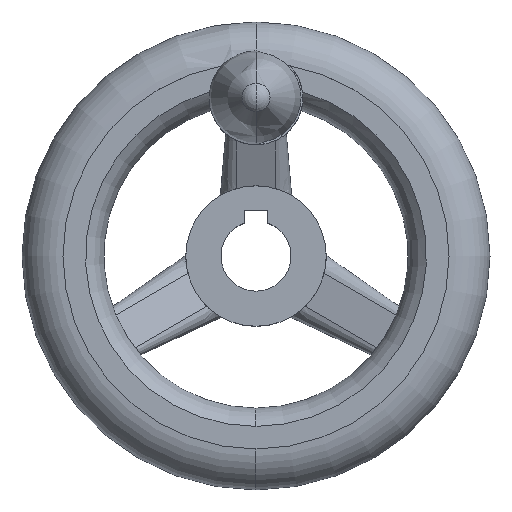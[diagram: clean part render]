
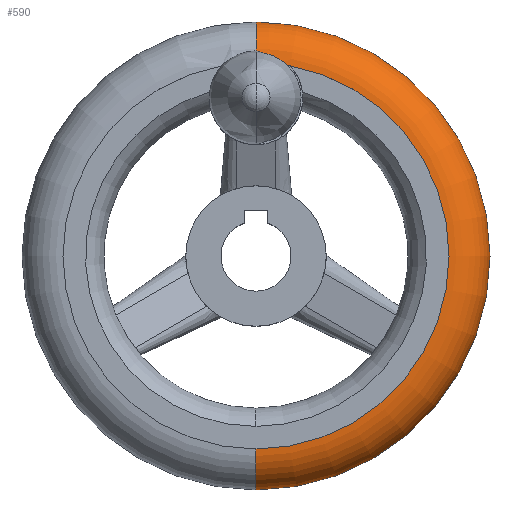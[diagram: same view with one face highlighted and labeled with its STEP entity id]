
A CAD part, top view. The second image highlights one B-rep face of the part: STEP entity #590.
In plain terms, the highlighted toroidal (fillet/blend) face has major radius 33 mm and minor radius 7 mm.
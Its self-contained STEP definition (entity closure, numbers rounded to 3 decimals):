
#358=EDGE_CURVE('',#424,#396,#905,.T.);
#382=EDGE_CURVE('',#422,#764,#931,.T.);
#396=VERTEX_POINT('',#946);
#422=VERTEX_POINT('',#976);
#424=VERTEX_POINT('',#978);
#578=EDGE_CURVE('',#678,#424,#1144,.T.);
#588=EDGE_CURVE('',#764,#678,#1155,.T.);
#590=ADVANCED_FACE('',(#1157),#1158,.T.);
#600=EDGE_CURVE('',#396,#422,#1170,.T.);
#678=VERTEX_POINT('',#1259);
#764=VERTEX_POINT('',#1357);
#905=CIRCLE('',#1554,40.0);
#931=CIRCLE('',#1614,33.0);
#946=CARTESIAN_POINT('',(0.,40.0,22.0));
#976=CARTESIAN_POINT('',(0.,33.0,29.0));
#978=CARTESIAN_POINT('',(0.,-40.0,22.0));
#1144=CIRCLE('',#2085,7.0);
#1155=CIRCLE('',#2099,33.0);
#1157=FACE_OUTER_BOUND('',#2101,.T.);
#1158=TOROIDAL_SURFACE('',#2102,33.0,7.0);
#1170=CIRCLE('',#2116,7.0);
#1259=CARTESIAN_POINT('',(0.,-33.0,29.0));
#1357=CARTESIAN_POINT('',(5.827,32.481,29.));
#1554=AXIS2_PLACEMENT_3D('',#2686,#2687,#2688);
#1614=AXIS2_PLACEMENT_3D('',#2712,#2713,#2714);
#2085=AXIS2_PLACEMENT_3D('',#2933,#2934,#2935);
#2099=AXIS2_PLACEMENT_3D('',#2950,#2951,#2952);
#2101=EDGE_LOOP('',(#2954,#2955,#2956,#2957,#2958));
#2102=AXIS2_PLACEMENT_3D('',#2959,#2960,#2961);
#2116=AXIS2_PLACEMENT_3D('',#2984,#2985,#2986);
#2686=CARTESIAN_POINT('',(0.,0.,22.0));
#2687=DIRECTION('',(0.,0.,1.0));
#2688=DIRECTION('',(1.0,0.0,0.));
#2712=CARTESIAN_POINT('',(0.,0.,29.0));
#2713=DIRECTION('',(0.,0.,-1.0));
#2714=DIRECTION('',(0.,1.0,0.));
#2933=CARTESIAN_POINT('',(0.,-33.0,22.0));
#2934=DIRECTION('',(1.0,0.,0.));
#2935=DIRECTION('',(0.,-1.0,0.));
#2950=CARTESIAN_POINT('',(0.,0.,29.0));
#2951=DIRECTION('',(0.,0.,-1.0));
#2952=DIRECTION('',(0.,1.0,0.));
#2954=ORIENTED_EDGE('',*,*,#358,.T.);
#2955=ORIENTED_EDGE('',*,*,#600,.T.);
#2956=ORIENTED_EDGE('',*,*,#382,.T.);
#2957=ORIENTED_EDGE('',*,*,#588,.T.);
#2958=ORIENTED_EDGE('',*,*,#578,.T.);
#2959=CARTESIAN_POINT('',(0.,0.,22.0));
#2960=DIRECTION('',(0.,0.,1.0));
#2961=DIRECTION('',(0.,1.0,0.0));
#2984=CARTESIAN_POINT('',(0.,33.0,22.0));
#2985=DIRECTION('',(1.0,0.,0.));
#2986=DIRECTION('',(0.,1.0,0.));
